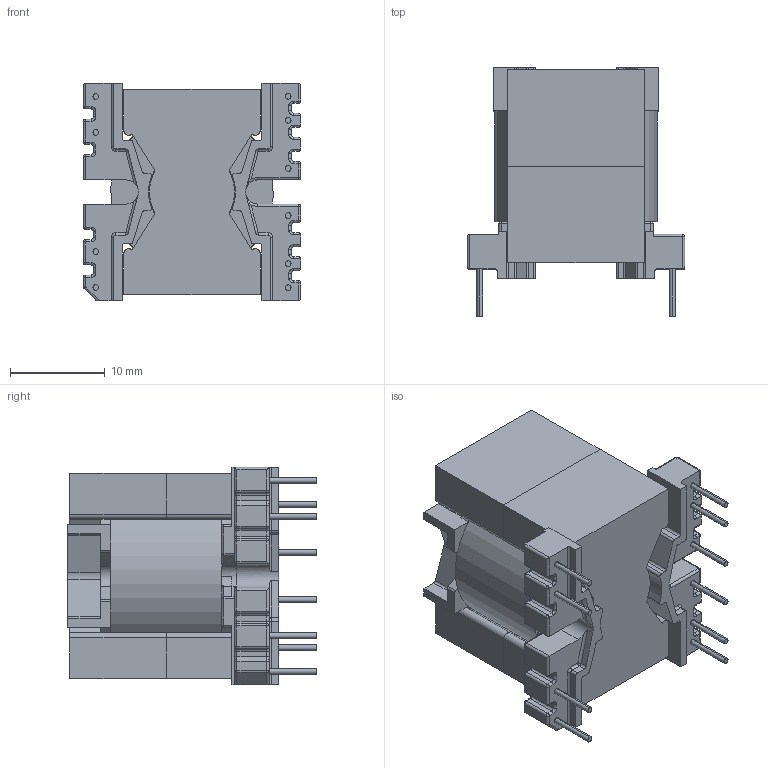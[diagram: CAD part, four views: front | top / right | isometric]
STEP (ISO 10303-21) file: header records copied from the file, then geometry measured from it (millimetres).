
FILE_DESCRIPTION (( 'STEP AP214' ), '1' );
FILE_NAME ('PQ2020-6369-1175_MP3-4-9-12.STEP', '2021-06-29T21:03:43', ( '' ), ( '' ), 'SwSTEP 2.0', 'SolidWorks 2017', '' );
FILE_SCHEMA (( 'AUTOMOTIVE_DESIGN' ));
Length unit declared in the file: millimetre
Products named in the file (4): PQ2020-6369-1175_MP3-4-9-12; PQ2020-5250; 070-6369_6D; 150-1175_6A
Assembly tree (4 placements, depth 2):
  PQ2020-6369-1175_MP3-4-9-12
    070-6369_6D
    PQ2020-5250
    150-1175_6A  x2
Bounding box: 23 x 26.3 x 23 mm (x, y, z)
Volume: 6976.9 mm3; surface area: 7143 mm2
Topology: 4 solids, 4 shells, 611 faces, 1555 edges, 904 vertices
Faces by surface type: cylinder 298, plane 192, torus 55, sphere 54, bspline 12
Entity records: 17746 total; most frequent: CARTESIAN_POINT 3424, DIRECTION 3108, ORIENTED_EDGE 2824, EDGE_CURVE 1412, AXIS2_PLACEMENT_3D 1187, VERTEX_POINT 846, VECTOR 734, LINE 734
